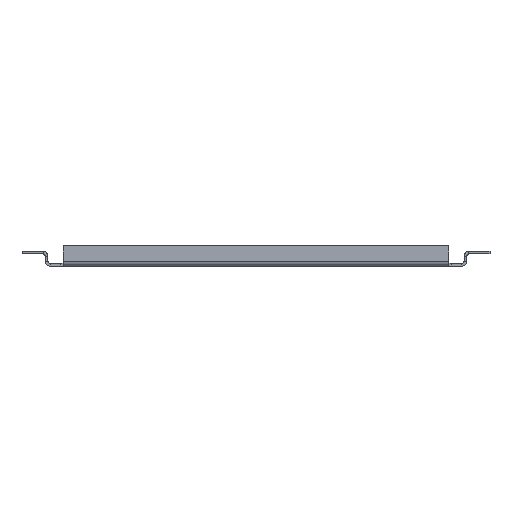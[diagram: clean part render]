
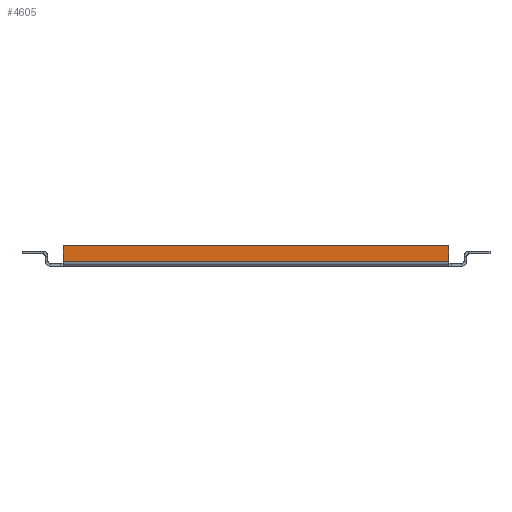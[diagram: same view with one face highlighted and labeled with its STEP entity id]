
A CAD part, front view. The second image highlights one B-rep face of the part: STEP entity #4605.
In plain terms, the highlighted planar face has unit normal (0, -1, 0).
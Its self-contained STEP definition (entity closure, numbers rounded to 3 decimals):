
#2395 = CYLINDRICAL_SURFACE('',#2396,1.8);
#2396 = AXIS2_PLACEMENT_3D('',#2397,#2398,#2399);
#2397 = CARTESIAN_POINT('',(147.4,0.,1.8));
#2398 = DIRECTION('',(-1.,0.,0.));
#2399 = DIRECTION('',(0.,0.,-1.));
#3846 = VERTEX_POINT('',#3847);
#3847 = CARTESIAN_POINT('',(147.4,-1.8,1.8));
#3869 = EDGE_CURVE('',#3846,#3870,#3872,.T.);
#3870 = VERTEX_POINT('',#3871);
#3871 = CARTESIAN_POINT('',(4.8,-1.8,1.8));
#3872 = SURFACE_CURVE('',#3873,(#3877,#3884),.PCURVE_S1.);
#3873 = LINE('',#3874,#3875);
#3874 = CARTESIAN_POINT('',(147.4,-1.8,1.8));
#3875 = VECTOR('',#3876,1.);
#3876 = DIRECTION('',(-1.,0.,0.));
#3877 = PCURVE('',#2395,#3878);
#3878 = DEFINITIONAL_REPRESENTATION('',(#3879),#3883);
#3879 = LINE('',#3880,#3881);
#3880 = CARTESIAN_POINT('',(1.571,0.));
#3881 = VECTOR('',#3882,1.);
#3882 = DIRECTION('',(0.,1.));
#3883 = ( GEOMETRIC_REPRESENTATION_CONTEXT(2) 
PARAMETRIC_REPRESENTATION_CONTEXT() REPRESENTATION_CONTEXT('2D SPACE',''
  ) );
#3884 = PCURVE('',#3885,#3890);
#3885 = PLANE('',#3886);
#3886 = AXIS2_PLACEMENT_3D('',#3887,#3888,#3889);
#3887 = CARTESIAN_POINT('',(147.4,-1.8,1.8));
#3888 = DIRECTION('',(-0.,-1.,0.));
#3889 = DIRECTION('',(-1.,0.,0.));
#3890 = DEFINITIONAL_REPRESENTATION('',(#3891),#3895);
#3891 = LINE('',#3892,#3893);
#3892 = CARTESIAN_POINT('',(0.,0.));
#3893 = VECTOR('',#3894,1.);
#3894 = DIRECTION('',(1.,0.));
#3895 = ( GEOMETRIC_REPRESENTATION_CONTEXT(2) 
PARAMETRIC_REPRESENTATION_CONTEXT() REPRESENTATION_CONTEXT('2D SPACE',''
  ) );
#4594 = PLANE('',#4595);
#4595 = AXIS2_PLACEMENT_3D('',#4596,#4597,#4598);
#4596 = CARTESIAN_POINT('',(147.4,-1.8,1.8));
#4597 = DIRECTION('',(-1.,0.,0.));
#4598 = DIRECTION('',(0.,1.,0.));
#4605 = ADVANCED_FACE('',(#4606),#3885,.T.);
#4606 = FACE_BOUND('',#4607,.T.);
#4607 = EDGE_LOOP('',(#4608,#4631,#4659,#4685));
#4608 = ORIENTED_EDGE('',*,*,#4609,.T.);
#4609 = EDGE_CURVE('',#3846,#4610,#4612,.T.);
#4610 = VERTEX_POINT('',#4611);
#4611 = CARTESIAN_POINT('',(147.4,-1.8,7.5));
#4612 = SURFACE_CURVE('',#4613,(#4617,#4624),.PCURVE_S1.);
#4613 = LINE('',#4614,#4615);
#4614 = CARTESIAN_POINT('',(147.4,-1.8,1.8));
#4615 = VECTOR('',#4616,1.);
#4616 = DIRECTION('',(0.,0.,1.));
#4617 = PCURVE('',#3885,#4618);
#4618 = DEFINITIONAL_REPRESENTATION('',(#4619),#4623);
#4619 = LINE('',#4620,#4621);
#4620 = CARTESIAN_POINT('',(0.,0.));
#4621 = VECTOR('',#4622,1.);
#4622 = DIRECTION('',(0.,-1.));
#4623 = ( GEOMETRIC_REPRESENTATION_CONTEXT(2) 
PARAMETRIC_REPRESENTATION_CONTEXT() REPRESENTATION_CONTEXT('2D SPACE',''
  ) );
#4624 = PCURVE('',#4594,#4625);
#4625 = DEFINITIONAL_REPRESENTATION('',(#4626),#4630);
#4626 = LINE('',#4627,#4628);
#4627 = CARTESIAN_POINT('',(0.,0.));
#4628 = VECTOR('',#4629,1.);
#4629 = DIRECTION('',(0.,-1.));
#4630 = ( GEOMETRIC_REPRESENTATION_CONTEXT(2) 
PARAMETRIC_REPRESENTATION_CONTEXT() REPRESENTATION_CONTEXT('2D SPACE',''
  ) );
#4631 = ORIENTED_EDGE('',*,*,#4632,.T.);
#4632 = EDGE_CURVE('',#4610,#4633,#4635,.T.);
#4633 = VERTEX_POINT('',#4634);
#4634 = CARTESIAN_POINT('',(4.8,-1.8,7.5));
#4635 = SURFACE_CURVE('',#4636,(#4640,#4647),.PCURVE_S1.);
#4636 = LINE('',#4637,#4638);
#4637 = CARTESIAN_POINT('',(147.4,-1.8,7.5));
#4638 = VECTOR('',#4639,1.);
#4639 = DIRECTION('',(-1.,0.,0.));
#4640 = PCURVE('',#3885,#4641);
#4641 = DEFINITIONAL_REPRESENTATION('',(#4642),#4646);
#4642 = LINE('',#4643,#4644);
#4643 = CARTESIAN_POINT('',(0.,-5.7));
#4644 = VECTOR('',#4645,1.);
#4645 = DIRECTION('',(1.,0.));
#4646 = ( GEOMETRIC_REPRESENTATION_CONTEXT(2) 
PARAMETRIC_REPRESENTATION_CONTEXT() REPRESENTATION_CONTEXT('2D SPACE',''
  ) );
#4647 = PCURVE('',#4648,#4653);
#4648 = PLANE('',#4649);
#4649 = AXIS2_PLACEMENT_3D('',#4650,#4651,#4652);
#4650 = CARTESIAN_POINT('',(147.4,-1.8,7.5));
#4651 = DIRECTION('',(0.,0.,-1.));
#4652 = DIRECTION('',(0.,1.,0.));
#4653 = DEFINITIONAL_REPRESENTATION('',(#4654),#4658);
#4654 = LINE('',#4655,#4656);
#4655 = CARTESIAN_POINT('',(0.,0.));
#4656 = VECTOR('',#4657,1.);
#4657 = DIRECTION('',(0.,-1.));
#4658 = ( GEOMETRIC_REPRESENTATION_CONTEXT(2) 
PARAMETRIC_REPRESENTATION_CONTEXT() REPRESENTATION_CONTEXT('2D SPACE',''
  ) );
#4659 = ORIENTED_EDGE('',*,*,#4660,.F.);
#4660 = EDGE_CURVE('',#3870,#4633,#4661,.T.);
#4661 = SURFACE_CURVE('',#4662,(#4666,#4673),.PCURVE_S1.);
#4662 = LINE('',#4663,#4664);
#4663 = CARTESIAN_POINT('',(4.8,-1.8,1.8));
#4664 = VECTOR('',#4665,1.);
#4665 = DIRECTION('',(0.,0.,1.));
#4666 = PCURVE('',#3885,#4667);
#4667 = DEFINITIONAL_REPRESENTATION('',(#4668),#4672);
#4668 = LINE('',#4669,#4670);
#4669 = CARTESIAN_POINT('',(142.6,0.));
#4670 = VECTOR('',#4671,1.);
#4671 = DIRECTION('',(0.,-1.));
#4672 = ( GEOMETRIC_REPRESENTATION_CONTEXT(2) 
PARAMETRIC_REPRESENTATION_CONTEXT() REPRESENTATION_CONTEXT('2D SPACE',''
  ) );
#4673 = PCURVE('',#4674,#4679);
#4674 = PLANE('',#4675);
#4675 = AXIS2_PLACEMENT_3D('',#4676,#4677,#4678);
#4676 = CARTESIAN_POINT('',(4.8,-1.8,1.8));
#4677 = DIRECTION('',(-1.,0.,0.));
#4678 = DIRECTION('',(0.,1.,0.));
#4679 = DEFINITIONAL_REPRESENTATION('',(#4680),#4684);
#4680 = LINE('',#4681,#4682);
#4681 = CARTESIAN_POINT('',(0.,0.));
#4682 = VECTOR('',#4683,1.);
#4683 = DIRECTION('',(0.,-1.));
#4684 = ( GEOMETRIC_REPRESENTATION_CONTEXT(2) 
PARAMETRIC_REPRESENTATION_CONTEXT() REPRESENTATION_CONTEXT('2D SPACE',''
  ) );
#4685 = ORIENTED_EDGE('',*,*,#3869,.F.);
